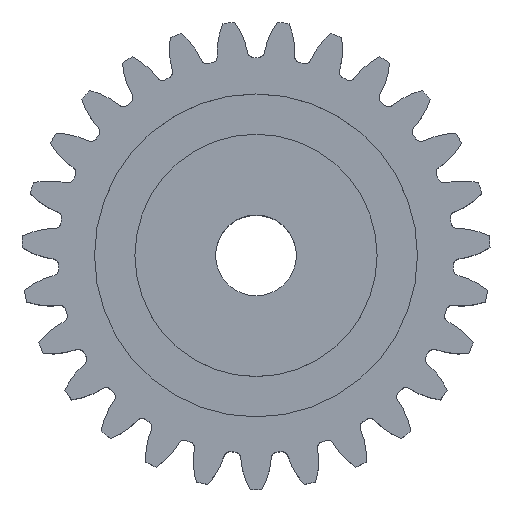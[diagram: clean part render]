
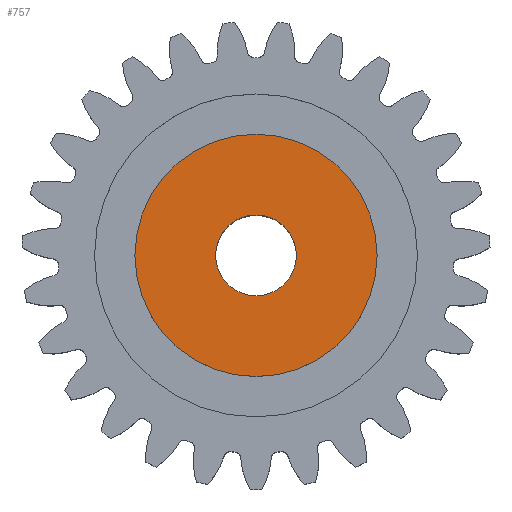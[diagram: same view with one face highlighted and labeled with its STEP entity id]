
A CAD part, top view. The second image highlights one B-rep face of the part: STEP entity #757.
In plain terms, the highlighted planar face has unit normal (0, 0, 1).
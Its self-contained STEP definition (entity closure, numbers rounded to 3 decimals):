
#45 = EDGE_CURVE ( 'NONE', #131, #49, #2585, .T. ) ;
#49 = VERTEX_POINT ( 'NONE', #2671 ) ;
#131 = VERTEX_POINT ( 'NONE', #2804 ) ;
#677 = EDGE_LOOP ( 'NONE', ( #782, #758 ) ) ;
#755 = EDGE_CURVE ( 'NONE', #49, #131, #3907, .T. ) ;
#757 = ADVANCED_FACE ( 'NONE', ( #4025, #3905 ), #4031, .T. ) ;
#758 = ORIENTED_EDGE ( 'NONE', *, *, #45, .F. ) ;
#761 = EDGE_CURVE ( 'NONE', #1897, #2004, #3981, .T. ) ;
#762 = ORIENTED_EDGE ( 'NONE', *, *, #1989, .T. ) ;
#779 = ORIENTED_EDGE ( 'NONE', *, *, #761, .T. ) ;
#782 = ORIENTED_EDGE ( 'NONE', *, *, #755, .F. ) ;
#784 = EDGE_LOOP ( 'NONE', ( #779, #762 ) ) ;
#1897 = VERTEX_POINT ( 'NONE', #5910 ) ;
#1989 = EDGE_CURVE ( 'NONE', #2004, #1897, #5968, .T. ) ;
#2004 = VERTEX_POINT ( 'NONE', #6007 ) ;
#2544 = DIRECTION ( 'NONE',  ( 1., 0., 0. ) ) ;
#2545 = DIRECTION ( 'NONE',  ( 0., 0., 1. ) ) ;
#2546 = CARTESIAN_POINT ( 'NONE',  ( 0., 0., 10. ) ) ;
#2585 = CIRCLE ( 'NONE', #2619, 3. ) ;
#2619 = AXIS2_PLACEMENT_3D ( 'NONE', #2546, #2545, #2544 ) ;
#2671 = CARTESIAN_POINT ( 'NONE',  ( 3., 0., 10. ) ) ;
#2804 = CARTESIAN_POINT ( 'NONE',  ( -3., 0., 10. ) ) ;
#3875 = DIRECTION ( 'NONE',  ( 1., 0., 0. ) ) ;
#3876 = DIRECTION ( 'NONE',  ( 0., 0., 1. ) ) ;
#3880 = DIRECTION ( 'NONE',  ( 1., 0., 0. ) ) ;
#3905 = FACE_OUTER_BOUND ( 'NONE', #784, .T. ) ;
#3906 = CARTESIAN_POINT ( 'NONE',  ( 0., 0., 10. ) ) ;
#3907 = CIRCLE ( 'NONE', #3990, 3. ) ;
#3979 = DIRECTION ( 'NONE',  ( 0., 0., 1. ) ) ;
#3980 = CARTESIAN_POINT ( 'NONE',  ( 0., 0., 10. ) ) ;
#3981 = CIRCLE ( 'NONE', #3986, 9. ) ;
#3986 = AXIS2_PLACEMENT_3D ( 'NONE', #3906, #3876, #3875 ) ;
#3987 = DIRECTION ( 'NONE',  ( 1., 0., 0. ) ) ;
#3988 = DIRECTION ( 'NONE',  ( 0., 0., 1. ) ) ;
#3989 = CARTESIAN_POINT ( 'NONE',  ( 0., 0., 10. ) ) ;
#3990 = AXIS2_PLACEMENT_3D ( 'NONE', #3989, #3988, #3987 ) ;
#3991 = AXIS2_PLACEMENT_3D ( 'NONE', #3980, #3979, #3880 ) ;
#4025 = FACE_BOUND ( 'NONE', #677, .T. ) ;
#4031 = PLANE ( 'NONE',  #3991 ) ;
#5910 = CARTESIAN_POINT ( 'NONE',  ( -9., 0., 10. ) ) ;
#5963 = AXIS2_PLACEMENT_3D ( 'NONE', #5978, #5969, #5965 ) ;
#5965 = DIRECTION ( 'NONE',  ( 1., 0., 0. ) ) ;
#5968 = CIRCLE ( 'NONE', #5963, 9. ) ;
#5969 = DIRECTION ( 'NONE',  ( 0., 0., 1. ) ) ;
#5978 = CARTESIAN_POINT ( 'NONE',  ( 0., 0., 10. ) ) ;
#6007 = CARTESIAN_POINT ( 'NONE',  ( 9., 0., 10. ) ) ;
